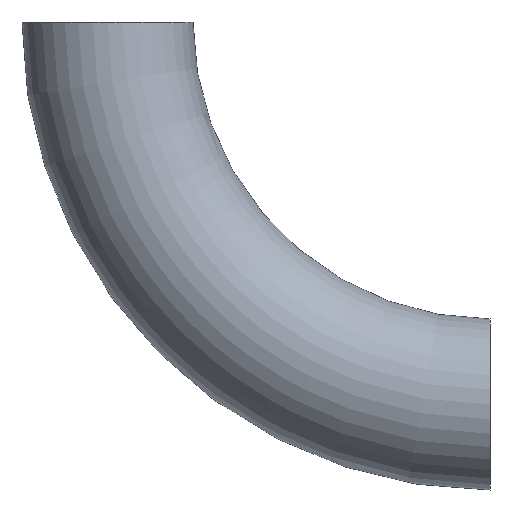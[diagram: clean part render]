
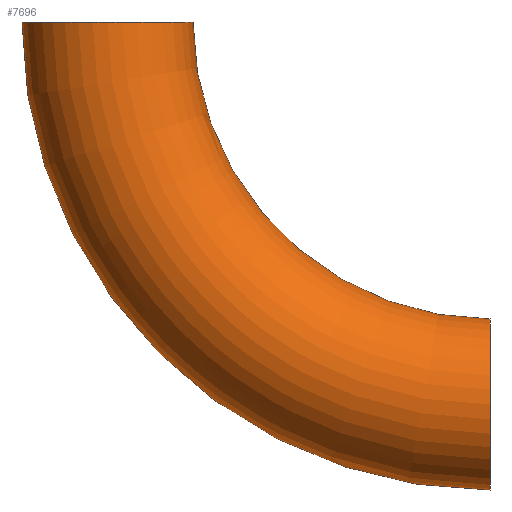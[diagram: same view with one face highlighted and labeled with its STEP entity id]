
A CAD part, left-side view. The second image highlights one B-rep face of the part: STEP entity #7696.
In plain terms, the highlighted toroidal (fillet/blend) face has major radius 108 mm and minor radius 24.15 mm.
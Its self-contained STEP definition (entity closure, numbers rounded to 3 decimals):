
#33 = ORIENTED_EDGE ( 'NONE', *, *, #5749, .T. ) ;
#134 = ORIENTED_EDGE ( 'NONE', *, *, #1535, .T. ) ;
#298 = DIRECTION ( 'NONE',  ( 0., 0., 1. ) ) ;
#1064 = CARTESIAN_POINT ( 'NONE',  ( 0., 0., 0. ) ) ;
#1535 = EDGE_CURVE ( 'NONE', #11550, #7741, #4480, .T. ) ;
#2225 = CARTESIAN_POINT ( 'NONE',  ( 0., 132.15, 0. ) ) ;
#2855 = CARTESIAN_POINT ( 'NONE',  ( 0., 0., -132.15 ) ) ;
#3821 = DIRECTION ( 'NONE',  ( 0., 1., 0. ) ) ;
#3894 = CARTESIAN_POINT ( 'NONE',  ( 0., 0., 0. ) ) ;
#4241 = ORIENTED_EDGE ( 'NONE', *, *, #11593, .F. ) ;
#4480 = CIRCLE ( 'NONE', #8350, 24.15 ) ;
#4636 = DIRECTION ( 'NONE',  ( 0., -1., 0. ) ) ;
#4713 = DIRECTION ( 'NONE',  ( 0., 0., 1. ) ) ;
#4723 = FACE_OUTER_BOUND ( 'NONE', #5947, .T. ) ;
#4922 = CARTESIAN_POINT ( 'NONE',  ( 0., 0., 0. ) ) ;
#5662 = DIRECTION ( 'NONE',  ( -1., 0., 0. ) ) ;
#5693 = DIRECTION ( 'NONE',  ( -1., 0., 0. ) ) ;
#5749 = EDGE_CURVE ( 'NONE', #10288, #11550, #7249, .T. ) ;
#5947 = EDGE_LOOP ( 'NONE', ( #9743, #33, #134, #4241 ) ) ;
#6396 = DIRECTION ( 'NONE',  ( 0., 0., 1. ) ) ;
#6613 = VERTEX_POINT ( 'NONE', #9875 ) ;
#6627 = AXIS2_PLACEMENT_3D ( 'NONE', #3894, #5693, #298 ) ;
#7135 = AXIS2_PLACEMENT_3D ( 'NONE', #1064, #5662, #6396 ) ;
#7230 = DIRECTION ( 'NONE',  ( 0., 0., 1. ) ) ;
#7249 = CIRCLE ( 'NONE', #7135, 132.15 ) ;
#7696 = ADVANCED_FACE ( 'NONE', ( #4723 ), #8835, .T. ) ;
#7741 = VERTEX_POINT ( 'NONE', #10231 ) ;
#7921 = AXIS2_PLACEMENT_3D ( 'NONE', #4922, #9433, #11250 ) ;
#8350 = AXIS2_PLACEMENT_3D ( 'NONE', #9119, #3821, #7230 ) ;
#8385 = CIRCLE ( 'NONE', #7921, 83.85 ) ;
#8835 = TOROIDAL_SURFACE ( 'NONE', #6627, 108., 24.15 ) ;
#9119 = CARTESIAN_POINT ( 'NONE',  ( 0., 0., -108. ) ) ;
#9433 = DIRECTION ( 'NONE',  ( -1., 0., 0. ) ) ;
#9743 = ORIENTED_EDGE ( 'NONE', *, *, #10742, .F. ) ;
#9875 = CARTESIAN_POINT ( 'NONE',  ( 0., 83.85, 0. ) ) ;
#10231 = CARTESIAN_POINT ( 'NONE',  ( 0., 0., -83.85 ) ) ;
#10288 = VERTEX_POINT ( 'NONE', #2225 ) ;
#10623 = CIRCLE ( 'NONE', #10942, 24.15 ) ;
#10742 = EDGE_CURVE ( 'NONE', #10288, #6613, #10623, .T. ) ;
#10907 = CARTESIAN_POINT ( 'NONE',  ( 0., 108., 0. ) ) ;
#10942 = AXIS2_PLACEMENT_3D ( 'NONE', #10907, #4713, #4636 ) ;
#11250 = DIRECTION ( 'NONE',  ( 0., 0., 1. ) ) ;
#11550 = VERTEX_POINT ( 'NONE', #2855 ) ;
#11593 = EDGE_CURVE ( 'NONE', #6613, #7741, #8385, .T. ) ;
